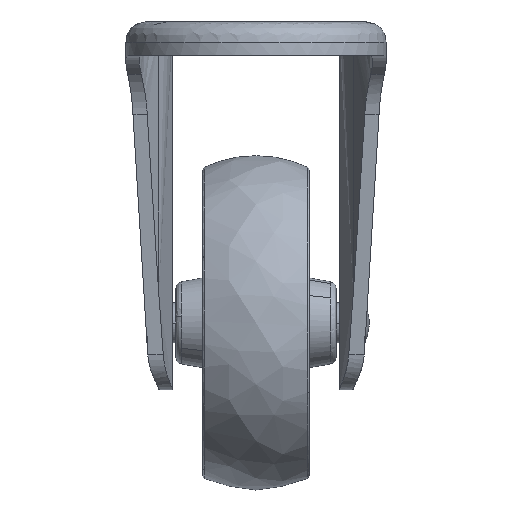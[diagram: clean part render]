
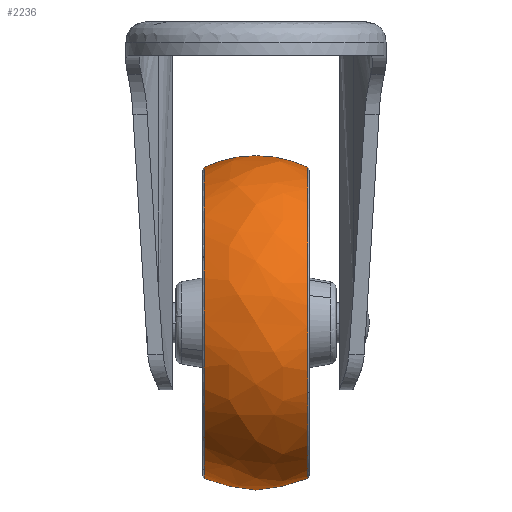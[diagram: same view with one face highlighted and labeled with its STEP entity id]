
A CAD part, left-side view. The second image highlights one B-rep face of the part: STEP entity #2236.
In plain terms, the highlighted free-form (B-spline) face has degree [2, 2] with [3, 9] control points.
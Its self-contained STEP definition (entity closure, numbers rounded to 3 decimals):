
#1600=CARTESIAN_POINT('',(-7.408,7.714,-67.052));
#1601=VERTEX_POINT('',#1600);
#1615=CARTESIAN_POINT('',(-21.049,7.714,-35.095));
#1616=VERTEX_POINT('',#1615);
#1617=CARTESIAN_POINT('',(-7.408,7.714,-67.052));
#1618=CARTESIAN_POINT('',(-23.263,7.714,-61.726));
#1619=CARTESIAN_POINT('',(-23.263,7.714,-45.));
#1620=CARTESIAN_POINT('',(-23.263,7.714,-39.8));
#1621=CARTESIAN_POINT('',(-21.049,7.714,-35.095));
#1629=(BOUNDED_CURVE()B_SPLINE_CURVE(2,(#1617,#1618,#1619,#1620,#1621),.UNSPECIFIED.,.F.,.U.)B_SPLINE_CURVE_WITH_KNOTS((3,2,3),(0.554,0.75,0.822),.UNSPECIFIED.)CURVE()GEOMETRIC_REPRESENTATION_ITEM()RATIONAL_B_SPLINE_CURVE((0.901,0.771,1.0,0.915,0.88))REPRESENTATION_ITEM(''));
#1630=EDGE_CURVE('',#1601,#1616,#1629,.T.);
#1723=CARTESIAN_POINT('',(0.0,7.714,-21.737));
#1724=VERTEX_POINT('',#1723);
#1725=CARTESIAN_POINT('',(-21.049,7.714,-35.095));
#1726=CARTESIAN_POINT('',(-14.763,7.714,-21.737));
#1727=CARTESIAN_POINT('',(0.0,7.714,-21.737));
#1735=(BOUNDED_CURVE()B_SPLINE_CURVE(2,(#1725,#1726,#1727),.UNSPECIFIED.,.F.,.U.)B_SPLINE_CURVE_WITH_KNOTS((3,3),(0.822,1.0),.UNSPECIFIED.)CURVE()GEOMETRIC_REPRESENTATION_ITEM()RATIONAL_B_SPLINE_CURVE((0.88,0.792,1.0))REPRESENTATION_ITEM(''));
#1736=EDGE_CURVE('',#1616,#1724,#1735,.T.);
#1738=CARTESIAN_POINT('',(23.108,7.714,-42.314));
#1739=VERTEX_POINT('',#1738);
#1753=CARTESIAN_POINT('',(0.0,7.714,-68.263));
#1754=VERTEX_POINT('',#1753);
#1755=CARTESIAN_POINT('',(23.108,7.714,-42.314));
#1756=CARTESIAN_POINT('',(23.263,7.714,-43.652));
#1757=CARTESIAN_POINT('',(23.263,7.714,-45.));
#1758=CARTESIAN_POINT('',(23.263,7.714,-68.263));
#1759=CARTESIAN_POINT('',(0.0,7.714,-68.263));
#1767=(BOUNDED_CURVE()B_SPLINE_CURVE(2,(#1755,#1756,#1757,#1758,#1759),.UNSPECIFIED.,.F.,.U.)B_SPLINE_CURVE_WITH_KNOTS((3,2,3),(0.23,0.25,0.5),.UNSPECIFIED.)CURVE()GEOMETRIC_REPRESENTATION_ITEM()RATIONAL_B_SPLINE_CURVE((0.957,0.977,1.0,0.707,1.0))REPRESENTATION_ITEM(''));
#1768=EDGE_CURVE('',#1739,#1754,#1767,.T.);
#1770=CARTESIAN_POINT('',(0.0,7.714,-68.263));
#1771=CARTESIAN_POINT('',(-3.803,7.714,-68.263));
#1772=CARTESIAN_POINT('',(-7.408,7.714,-67.052));
#1780=(BOUNDED_CURVE()B_SPLINE_CURVE(2,(#1770,#1771,#1772),.UNSPECIFIED.,.F.,.U.)B_SPLINE_CURVE_WITH_KNOTS((3,3),(0.5,0.554),.UNSPECIFIED.)CURVE()GEOMETRIC_REPRESENTATION_ITEM()RATIONAL_B_SPLINE_CURVE((1.0,0.937,0.901))REPRESENTATION_ITEM(''));
#1781=EDGE_CURVE('',#1754,#1601,#1780,.T.);
#1810=CARTESIAN_POINT('',(-20.794,-7.714,-55.431));
#1811=VERTEX_POINT('',#1810);
#1812=CARTESIAN_POINT('',(0.0,-7.714,-21.737));
#1813=VERTEX_POINT('',#1812);
#1814=CARTESIAN_POINT('',(-20.794,-7.714,-55.431));
#1815=CARTESIAN_POINT('',(-23.263,-7.714,-50.508));
#1816=CARTESIAN_POINT('',(-23.263,-7.714,-45.));
#1817=CARTESIAN_POINT('',(-23.263,-7.714,-21.737));
#1818=CARTESIAN_POINT('',(0.0,-7.714,-21.737));
#1826=(BOUNDED_CURVE()B_SPLINE_CURVE(2,(#1814,#1815,#1816,#1817,#1818),.UNSPECIFIED.,.F.,.U.)B_SPLINE_CURVE_WITH_KNOTS((3,2,3),(0.674,0.75,1.0),.UNSPECIFIED.)CURVE()GEOMETRIC_REPRESENTATION_ITEM()RATIONAL_B_SPLINE_CURVE((0.876,0.911,1.0,0.707,1.0))REPRESENTATION_ITEM(''));
#1827=EDGE_CURVE('',#1811,#1813,#1826,.T.);
#1930=CARTESIAN_POINT('',(0.0,-7.714,-68.263));
#1931=VERTEX_POINT('',#1930);
#1932=CARTESIAN_POINT('',(0.0,-7.714,-68.263));
#1933=CARTESIAN_POINT('',(-14.356,-7.714,-68.263));
#1934=CARTESIAN_POINT('',(-20.794,-7.714,-55.431));
#1942=(BOUNDED_CURVE()B_SPLINE_CURVE(2,(#1932,#1933,#1934),.UNSPECIFIED.,.F.,.U.)B_SPLINE_CURVE_WITH_KNOTS((3,3),(0.5,0.674),.UNSPECIFIED.)CURVE()GEOMETRIC_REPRESENTATION_ITEM()RATIONAL_B_SPLINE_CURVE((1.0,0.796,0.876))REPRESENTATION_ITEM(''));
#1943=EDGE_CURVE('',#1931,#1811,#1942,.T.);
#1945=CARTESIAN_POINT('',(23.108,-7.714,-42.314));
#1946=VERTEX_POINT('',#1945);
#1947=CARTESIAN_POINT('',(23.108,-7.714,-42.314));
#1948=CARTESIAN_POINT('',(23.263,-7.714,-43.652));
#1949=CARTESIAN_POINT('',(23.263,-7.714,-45.0));
#1950=CARTESIAN_POINT('',(23.263,-7.714,-68.263));
#1951=CARTESIAN_POINT('',(0.0,-7.714,-68.263));
#1959=(BOUNDED_CURVE()B_SPLINE_CURVE(2,(#1947,#1948,#1949,#1950,#1951),.UNSPECIFIED.,.F.,.U.)B_SPLINE_CURVE_WITH_KNOTS((3,2,3),(0.23,0.25,0.5),.UNSPECIFIED.)CURVE()GEOMETRIC_REPRESENTATION_ITEM()RATIONAL_B_SPLINE_CURVE((0.957,0.977,1.0,0.707,1.0))REPRESENTATION_ITEM(''));
#1960=EDGE_CURVE('',#1946,#1931,#1959,.T.);
#2166=CARTESIAN_POINT('',(22.767,8.4,-42.354));
#2167=CARTESIAN_POINT('',(27.169,0.,-41.842));
#2168=CARTESIAN_POINT('',(22.767,-8.4,-42.354));
#2169=CARTESIAN_POINT('',(22.92,8.4,-43.672));
#2170=CARTESIAN_POINT('',(27.352,0.,-43.416));
#2171=CARTESIAN_POINT('',(22.92,-8.4,-43.672));
#2172=CARTESIAN_POINT('',(22.92,8.4,-45.0));
#2173=CARTESIAN_POINT('',(27.352,0.,-45.));
#2174=CARTESIAN_POINT('',(22.92,-8.4,-45.0));
#2175=CARTESIAN_POINT('',(22.92,8.4,-67.92));
#2176=CARTESIAN_POINT('',(27.352,0.,-72.352));
#2177=CARTESIAN_POINT('',(22.92,-8.4,-67.92));
#2178=CARTESIAN_POINT('',(0.0,8.4,-67.92));
#2179=CARTESIAN_POINT('',(0.0,0.,-72.352));
#2180=CARTESIAN_POINT('',(0.0,-8.4,-67.92));
#2181=CARTESIAN_POINT('',(-22.92,8.4,-67.92));
#2182=CARTESIAN_POINT('',(-27.352,0.,-72.352));
#2183=CARTESIAN_POINT('',(-22.92,-8.4,-67.92));
#2184=CARTESIAN_POINT('',(-22.92,8.4,-45.0));
#2185=CARTESIAN_POINT('',(-27.352,0.,-45.));
#2186=CARTESIAN_POINT('',(-22.92,-8.4,-45.0));
#2187=CARTESIAN_POINT('',(-22.92,8.4,-22.08));
#2188=CARTESIAN_POINT('',(-27.352,0.,-17.648));
#2189=CARTESIAN_POINT('',(-22.92,-8.4,-22.08));
#2190=CARTESIAN_POINT('',(0.0,8.4,-22.08));
#2191=CARTESIAN_POINT('',(0.0,0.,-17.648));
#2192=CARTESIAN_POINT('',(0.0,-8.4,-22.08));
#2200=(BOUNDED_SURFACE()B_SPLINE_SURFACE(2,2,((#2166,#2169,#2172,#2175,#2178,#2181,#2184,#2187,#2190),(#2167,#2170,#2173,#2176,#2179,#2182,#2185,#2188,#2191),(#2168,#2171,#2174,#2177,#2180,#2183,#2186,#2189,#2192)),.UNSPECIFIED.,.F.,.F.,.U.)B_SPLINE_SURFACE_WITH_KNOTS((3,3),(3,2,2,2,3),(0.0,17.83),(0.0,3.314,44.735,86.156,127.578),.UNSPECIFIED.)GEOMETRIC_REPRESENTATION_ITEM()RATIONAL_B_SPLINE_SURFACE(((0.91,0.929,0.951,0.672,0.951,0.672,0.951,0.672,0.951),(0.805,0.821,0.841,0.595,0.841,0.595,0.841,0.595,0.841),(0.91,0.929,0.951,0.672,0.951,0.672,0.951,0.672,0.951)))REPRESENTATION_ITEM('')SURFACE());
#2201=ORIENTED_EDGE('',*,*,#1768,.F.);
#2202=CARTESIAN_POINT('',(23.108,7.714,-42.314));
#2203=CARTESIAN_POINT('',(26.742,0.,-41.891));
#2204=CARTESIAN_POINT('',(23.108,-7.714,-42.314));
#2212=(BOUNDED_CURVE()B_SPLINE_CURVE(2,(#2202,#2203,#2204),.UNSPECIFIED.,.F.,.U.)B_SPLINE_CURVE_WITH_KNOTS((3,3),(0.39,0.61),.UNSPECIFIED.)CURVE()GEOMETRIC_REPRESENTATION_ITEM()RATIONAL_B_SPLINE_CURVE((0.901,0.814,0.901))REPRESENTATION_ITEM(''));
#2213=EDGE_CURVE('',#1739,#1946,#2212,.T.);
#2214=ORIENTED_EDGE('',*,*,#2213,.T.);
#2215=ORIENTED_EDGE('',*,*,#1960,.T.);
#2216=ORIENTED_EDGE('',*,*,#1943,.T.);
#2217=ORIENTED_EDGE('',*,*,#1827,.T.);
#2218=CARTESIAN_POINT('',(0.0,7.714,-21.737));
#2219=CARTESIAN_POINT('',(0.0,0.,-18.078));
#2220=CARTESIAN_POINT('',(0.0,-7.714,-21.737));
#2228=(BOUNDED_CURVE()B_SPLINE_CURVE(2,(#2218,#2219,#2220),.UNSPECIFIED.,.F.,.U.)B_SPLINE_CURVE_WITH_KNOTS((3,3),(0.39,0.61),.UNSPECIFIED.)CURVE()GEOMETRIC_REPRESENTATION_ITEM()RATIONAL_B_SPLINE_CURVE((0.941,0.851,0.941))REPRESENTATION_ITEM(''));
#2229=EDGE_CURVE('',#1724,#1813,#2228,.T.);
#2230=ORIENTED_EDGE('',*,*,#2229,.F.);
#2231=ORIENTED_EDGE('',*,*,#1736,.F.);
#2232=ORIENTED_EDGE('',*,*,#1630,.F.);
#2233=ORIENTED_EDGE('',*,*,#1781,.F.);
#2234=EDGE_LOOP('',(#2201,#2214,#2215,#2216,#2217,#2230,#2231,#2232,#2233));
#2235=FACE_OUTER_BOUND('',#2234,.T.);
#2236=ADVANCED_FACE('',(#2235),#2200,.T.);
